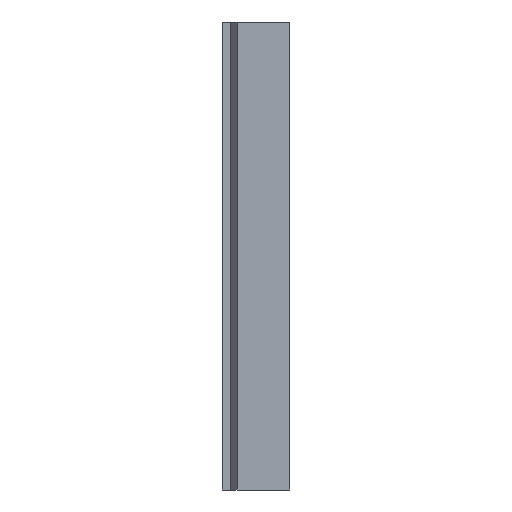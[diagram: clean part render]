
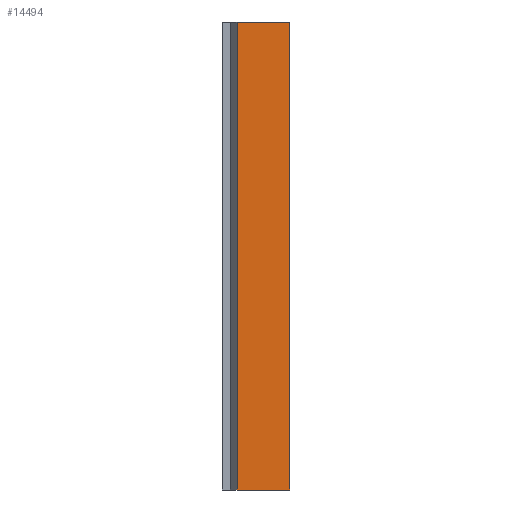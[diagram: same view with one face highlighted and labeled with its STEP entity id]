
A CAD part, left-side view. The second image highlights one B-rep face of the part: STEP entity #14494.
In plain terms, the highlighted planar face has unit normal (-1, 0, 0).
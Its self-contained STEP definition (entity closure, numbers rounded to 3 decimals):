
#4055 = EDGE_LOOP ( 'NONE', ( #4395, #4396, #4397, #4398 ) ) ;
#4395 = ORIENTED_EDGE ( 'NONE', *, *, #5007, .T. ) ;
#4396 = ORIENTED_EDGE ( 'NONE', *, *, #4987, .F. ) ;
#4397 = ORIENTED_EDGE ( 'NONE', *, *, #10508, .F. ) ;
#4398 = ORIENTED_EDGE ( 'NONE', *, *, #4981, .T. ) ;
#4981 = EDGE_CURVE ( 'NONE', #5513, #5744, #12824, .T. ) ;
#4987 = EDGE_CURVE ( 'NONE', #6580, #5474, #12813, .T. ) ;
#5007 = EDGE_CURVE ( 'NONE', #5744, #5474, #12783, .T. ) ;
#5474 = VERTEX_POINT ( 'NONE', #11783 ) ;
#5513 = VERTEX_POINT ( 'NONE', #11648 ) ;
#5744 = VERTEX_POINT ( 'NONE', #11148 ) ;
#6580 = VERTEX_POINT ( 'NONE', #11662 ) ;
#7442 = FACE_OUTER_BOUND ( 'NONE', #4055, .T. ) ;
#7585 = VECTOR ( 'NONE', #11382, 1000. ) ;
#7586 = LINE ( 'NONE', #11383, #7585 ) ;
#10272 = AXIS2_PLACEMENT_3D ( 'NONE', #10575, #10574, #10573 ) ;
#10508 = EDGE_CURVE ( 'NONE', #5513, #6580, #7586, .T. ) ;
#10573 = DIRECTION ( 'NONE',  ( 0., 1., 0. ) ) ;
#10574 = DIRECTION ( 'NONE',  ( 1., 0., 0. ) ) ;
#10575 = CARTESIAN_POINT ( 'NONE',  ( -21., 7., 173. ) ) ;
#10576 = PLANE ( 'NONE',  #10272 ) ;
#11148 = CARTESIAN_POINT ( 'NONE',  ( -21., 7., 0. ) ) ;
#11382 = DIRECTION ( 'NONE',  ( 0., -1., 0. ) ) ;
#11383 = CARTESIAN_POINT ( 'NONE',  ( -21., 7., 173. ) ) ;
#11648 = CARTESIAN_POINT ( 'NONE',  ( -21., 7., 173. ) ) ;
#11662 = CARTESIAN_POINT ( 'NONE',  ( -21., -12.5, 173. ) ) ;
#11783 = CARTESIAN_POINT ( 'NONE',  ( -21., -12.5, 0. ) ) ;
#12344 = DIRECTION ( 'NONE',  ( 0., -1., 0. ) ) ;
#12345 = CARTESIAN_POINT ( 'NONE',  ( -21., 7., 0. ) ) ;
#12394 = DIRECTION ( 'NONE',  ( 0., 0., -1. ) ) ;
#12395 = CARTESIAN_POINT ( 'NONE',  ( -21., -12.5, 173. ) ) ;
#12408 = DIRECTION ( 'NONE',  ( 0., 0., -1. ) ) ;
#12409 = CARTESIAN_POINT ( 'NONE',  ( -21., 7., 173. ) ) ;
#12782 = VECTOR ( 'NONE', #12344, 1000. ) ;
#12783 = LINE ( 'NONE', #12345, #12782 ) ;
#12812 = VECTOR ( 'NONE', #12394, 1000. ) ;
#12813 = LINE ( 'NONE', #12395, #12812 ) ;
#12822 = VECTOR ( 'NONE', #12408, 1000. ) ;
#12824 = LINE ( 'NONE', #12409, #12822 ) ;
#14494 = ADVANCED_FACE ( 'NONE', ( #7442 ), #10576, .F. ) ;
